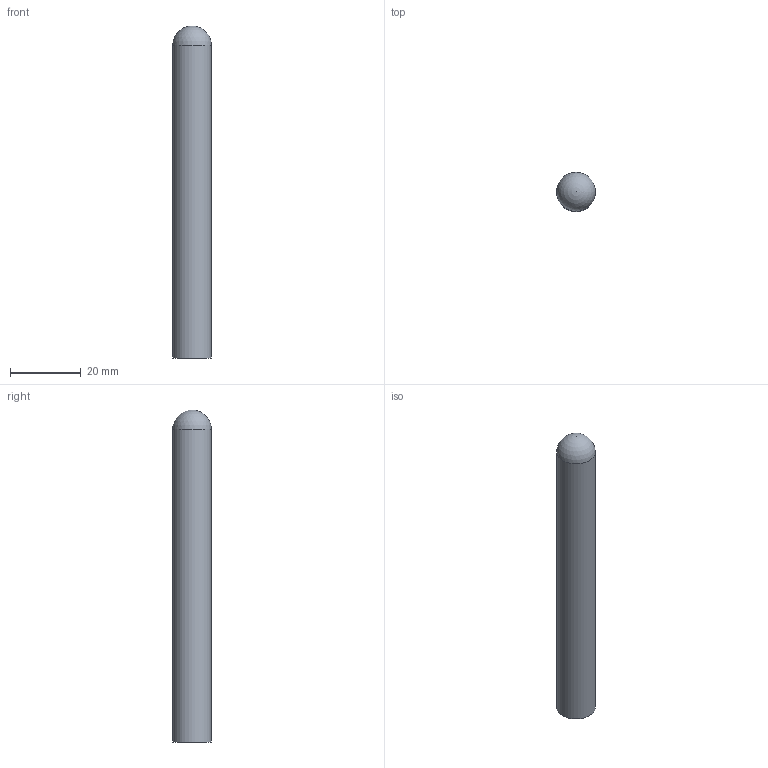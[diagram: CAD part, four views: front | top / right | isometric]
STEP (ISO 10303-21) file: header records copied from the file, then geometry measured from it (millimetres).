
FILE_DESCRIPTION(('Open CASCADE Model'),'2;1');
FILE_NAME('Open CASCADE Shape Model','2026-02-08T15:36:17',('Author'),( 'Open CASCADE'),'Open CASCADE STEP processor 7.8','Open CASCADE 7.8' ,'Unknown');
FILE_SCHEMA(('AUTOMOTIVE_DESIGN { 1 0 10303 214 1 1 1 1 }'));
Length unit declared in the file: millimetre
Products named in the file (1): Open CASCADE STEP translator 7.8 1
Bounding box: 11 x 11 x 94 mm (x, y, z)
Volume: 8344.2 mm3; surface area: 3670.2 mm2
Topology: 1 solids, 2 shells, 8 faces, 11 edges, 7 vertices
Faces by surface type: plane 4, cylinder 3, sphere 1
Full cylindrical faces by diameter (mm): 4 x1, 6 x1, 11 x1
Entity records: 307 total; most frequent: DIRECTION 55, CARTESIAN_POINT 46, ORIENTED_EDGE 20, PCURVE 20, DEFINITIONAL_REPRESENTATION 20, LINE 18, VECTOR 18, AXIS2_PLACEMENT_3D 16
